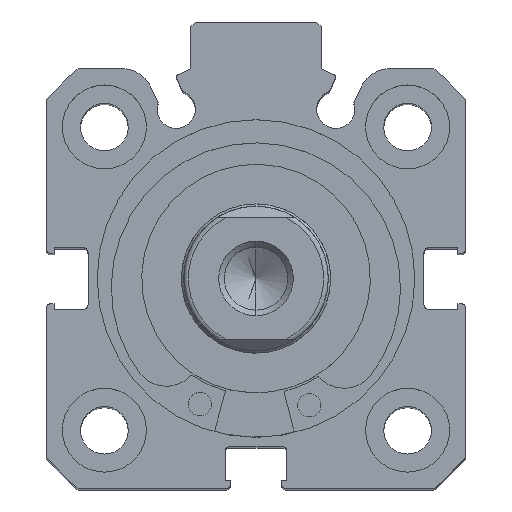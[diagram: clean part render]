
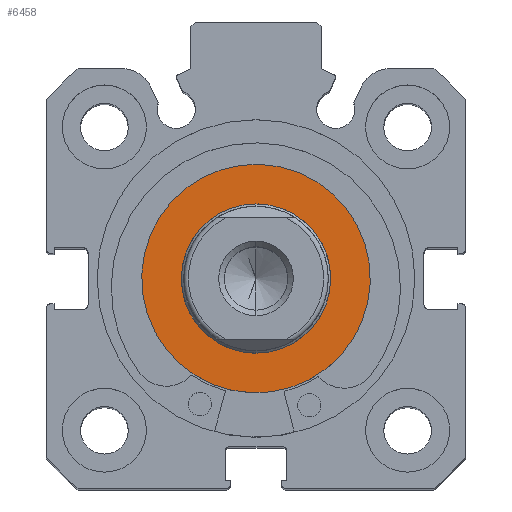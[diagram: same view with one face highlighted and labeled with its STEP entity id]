
A CAD part, top view. The second image highlights one B-rep face of the part: STEP entity #6458.
In plain terms, the highlighted face is planar.
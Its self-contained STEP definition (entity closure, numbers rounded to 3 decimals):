
#798 = EDGE_CURVE ( 'NONE', #5950, #5958, #1350, .T. ) ;
#882 = EDGE_CURVE ( 'NONE', #5825, #6008, #1358, .T. ) ;
#963 = EDGE_CURVE ( 'NONE', #6008, #5825, #1471, .T. ) ;
#979 = EDGE_CURVE ( 'NONE', #5958, #5950, #1494, .T. ) ;
#1176 = ORIENTED_EDGE ( 'NONE', *, *, #979, .F. ) ;
#1177 = ORIENTED_EDGE ( 'NONE', *, *, #798, .F. ) ;
#1178 = ORIENTED_EDGE ( 'NONE', *, *, #882, .T. ) ;
#1179 = ORIENTED_EDGE ( 'NONE', *, *, #963, .T. ) ;
#1350 = CIRCLE ( 'NONE', #6712, 8. ) ;
#1358 = CIRCLE ( 'NONE', #6715, 12.25 ) ;
#1471 = CIRCLE ( 'NONE', #6753, 12.25 ) ;
#1494 = CIRCLE ( 'NONE', #6766, 8. ) ;
#2129 = FACE_BOUND ( 'NONE', #6308, .T. ) ;
#2140 = FACE_OUTER_BOUND ( 'NONE', #5184, .T. ) ;
#2838 = CARTESIAN_POINT ( 'NONE',  ( 0., 0., 12.25 ) ) ;
#2930 = CARTESIAN_POINT ( 'NONE',  ( 0., 0., -8. ) ) ;
#2937 = CARTESIAN_POINT ( 'NONE',  ( 0., 0., 8. ) ) ;
#2976 = CARTESIAN_POINT ( 'NONE',  ( 0., 0., -12.25 ) ) ;
#3181 = CARTESIAN_POINT ( 'NONE',  ( 0., 12.25, 0. ) ) ;
#3182 = PLANE ( 'NONE',  #6988 ) ;
#3183 = DIRECTION ( 'NONE',  ( 1., 0., 0. ) ) ;
#3184 = DIRECTION ( 'NONE',  ( 0., 0., -1. ) ) ;
#5184 = EDGE_LOOP ( 'NONE', ( #1178, #1179 ) ) ;
#5418 = DIRECTION ( 'NONE',  ( -1., 0., 0. ) ) ;
#5420 = DIRECTION ( 'NONE',  ( 0., 0., 1. ) ) ;
#5511 = CARTESIAN_POINT ( 'NONE',  ( 0., 0., 0. ) ) ;
#5512 = DIRECTION ( 'NONE',  ( -1., 0., 0. ) ) ;
#5516 = DIRECTION ( 'NONE',  ( 0., 0., 1. ) ) ;
#5544 = CARTESIAN_POINT ( 'NONE',  ( 0., 0., 0. ) ) ;
#5605 = DIRECTION ( 'NONE',  ( 0., 0., 1. ) ) ;
#5756 = DIRECTION ( 'NONE',  ( 0., 0., 1. ) ) ;
#5825 = VERTEX_POINT ( 'NONE', #2838 ) ;
#5829 = DIRECTION ( 'NONE',  ( -1., 0., 0. ) ) ;
#5840 = DIRECTION ( 'NONE',  ( -1., 0., 0. ) ) ;
#5950 = VERTEX_POINT ( 'NONE', #2930 ) ;
#5958 = VERTEX_POINT ( 'NONE', #2937 ) ;
#5989 = CARTESIAN_POINT ( 'NONE',  ( 0., 0., 0. ) ) ;
#6008 = VERTEX_POINT ( 'NONE', #2976 ) ;
#6042 = CARTESIAN_POINT ( 'NONE',  ( 0., 0., 0. ) ) ;
#6308 = EDGE_LOOP ( 'NONE', ( #1176, #1177 ) ) ;
#6458 = ADVANCED_FACE ( 'NONE', ( #2129, #2140 ), #3182, .F. ) ;
#6712 = AXIS2_PLACEMENT_3D ( 'NONE', #5989, #5829, #5756 ) ;
#6715 = AXIS2_PLACEMENT_3D ( 'NONE', #6042, #5840, #5605 ) ;
#6753 = AXIS2_PLACEMENT_3D ( 'NONE', #5511, #5512, #5516 ) ;
#6766 = AXIS2_PLACEMENT_3D ( 'NONE', #5544, #5418, #5420 ) ;
#6988 = AXIS2_PLACEMENT_3D ( 'NONE', #3181, #3183, #3184 ) ;
